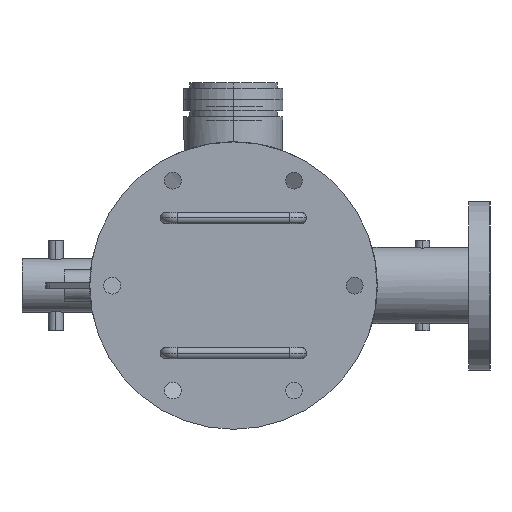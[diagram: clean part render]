
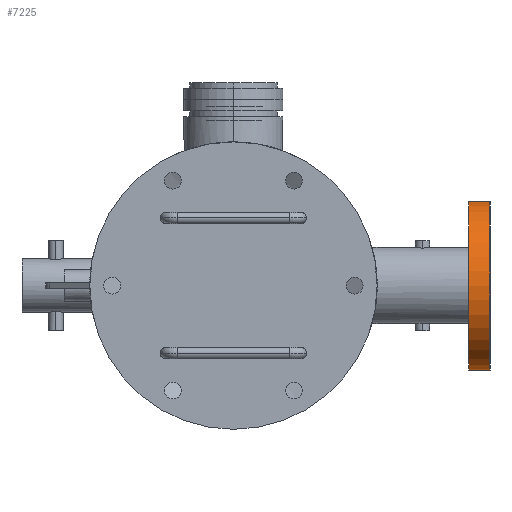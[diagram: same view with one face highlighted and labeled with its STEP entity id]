
A CAD part, left-side view. The second image highlights one B-rep face of the part: STEP entity #7225.
In plain terms, the highlighted cylindrical face has radius 95.25 mm (diameter 190.5 mm), a partial arc.
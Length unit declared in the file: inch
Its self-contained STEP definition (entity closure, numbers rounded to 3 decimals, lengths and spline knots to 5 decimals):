
#420 = EDGE_LOOP ( 'NONE', ( #8864, #6740, #1816, #7705 ) ) ;
#458 = DIRECTION ( 'NONE',  ( 0., -1., 0. ) ) ;
#494 = CARTESIAN_POINT ( 'NONE',  ( 5.22, -10.44, -3.75 ) ) ;
#736 = CARTESIAN_POINT ( 'NONE',  ( 5.22, -11.38, -3.75 ) ) ;
#1222 = LINE ( 'NONE', #1386, #1495 ) ;
#1386 = CARTESIAN_POINT ( 'NONE',  ( 5.22, -10.44, -3.75 ) ) ;
#1424 = CARTESIAN_POINT ( 'NONE',  ( 5.22, -11.38, 3.75 ) ) ;
#1495 = VECTOR ( 'NONE', #8057, 39.37008 ) ;
#1570 = DIRECTION ( 'NONE',  ( 0., -1., 0. ) ) ;
#1816 = ORIENTED_EDGE ( 'NONE', *, *, #1923, .T. ) ;
#1923 = EDGE_CURVE ( 'NONE', #5201, #8593, #1222, .T. ) ;
#2104 = CARTESIAN_POINT ( 'NONE',  ( 5.22, -10.44, 3.75 ) ) ;
#2144 = DIRECTION ( 'NONE',  ( 0., 0., -1. ) ) ;
#2190 = FACE_OUTER_BOUND ( 'NONE', #420, .T. ) ;
#2741 = CARTESIAN_POINT ( 'NONE',  ( 5.22, -11.38, 0. ) ) ;
#3008 = EDGE_CURVE ( 'NONE', #6309, #8593, #9447, .T. ) ;
#3138 = DIRECTION ( 'NONE',  ( 0., -1., 0. ) ) ;
#3482 = CYLINDRICAL_SURFACE ( 'NONE', #8479, 3.75 ) ;
#3572 = DIRECTION ( 'NONE',  ( 0., -1., 0. ) ) ;
#4017 = CARTESIAN_POINT ( 'NONE',  ( 5.22, -10.44, 0. ) ) ;
#4161 = VECTOR ( 'NONE', #458, 39.37008 ) ;
#4698 = CARTESIAN_POINT ( 'NONE',  ( 5.22, -10.44, 0. ) ) ;
#5201 = VERTEX_POINT ( 'NONE', #494 ) ;
#5700 = DIRECTION ( 'NONE',  ( 0., 0., -1. ) ) ;
#5820 = AXIS2_PLACEMENT_3D ( 'NONE', #2741, #3572, #2144 ) ;
#5916 = EDGE_CURVE ( 'NONE', #7105, #6309, #7539, .T. ) ;
#6309 = VERTEX_POINT ( 'NONE', #1424 ) ;
#6432 = EDGE_CURVE ( 'NONE', #7105, #5201, #9541, .T. ) ;
#6740 = ORIENTED_EDGE ( 'NONE', *, *, #6432, .T. ) ;
#7105 = VERTEX_POINT ( 'NONE', #2104 ) ;
#7225 = ADVANCED_FACE ( 'NONE', ( #2190 ), #3482, .T. ) ;
#7539 = LINE ( 'NONE', #8712, #4161 ) ;
#7705 = ORIENTED_EDGE ( 'NONE', *, *, #3008, .F. ) ;
#8057 = DIRECTION ( 'NONE',  ( 0., -1., 0. ) ) ;
#8479 = AXIS2_PLACEMENT_3D ( 'NONE', #4017, #3138, #5700 ) ;
#8593 = VERTEX_POINT ( 'NONE', #736 ) ;
#8712 = CARTESIAN_POINT ( 'NONE',  ( 5.22, -10.44, 3.75 ) ) ;
#8864 = ORIENTED_EDGE ( 'NONE', *, *, #5916, .F. ) ;
#9447 = CIRCLE ( 'NONE', #5820, 3.75 ) ;
#9541 = CIRCLE ( 'NONE', #10188, 3.75 ) ;
#10188 = AXIS2_PLACEMENT_3D ( 'NONE', #4698, #1570, #10460 ) ;
#10460 = DIRECTION ( 'NONE',  ( 0., 0., -1. ) ) ;
